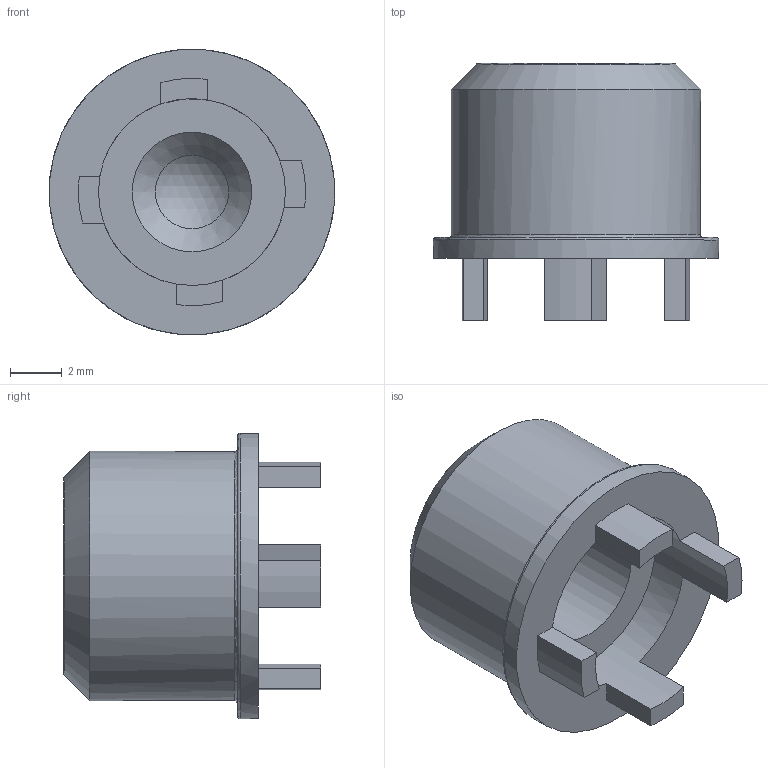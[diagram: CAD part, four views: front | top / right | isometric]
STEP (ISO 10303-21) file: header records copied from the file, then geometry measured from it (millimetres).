
FILE_DESCRIPTION((''),'2;1');
FILE_NAME('1ESxx.stp','2011-04-11T08:57:52',('FD'),(''),'Autodesk Inventor 2011','Autodesk Inventor 2011','');
FILE_SCHEMA(('AUTOMOTIVE_DESIGN { 1 0 10303 214 1 1 1 1 }'));
Length unit declared in the file: millimetre
Products named in the file (1): Part36
Bounding box: 11 x 9.91 x 11 mm (x, y, z)
Volume: 416.4 mm3; surface area: 660.8 mm2
Topology: 1 solids, 2 shells, 103 faces, 282 edges, 187 vertices
Faces by surface type: plane 51, cylinder 42, cone 6, torus 3, sphere 1
Full cylindrical faces by diameter (mm): 3 x2, 4.6 x1, 7.2 x1, 9.6 x1, 11 x1
Entity records: 3124 total; most frequent: CARTESIAN_POINT 638, DIRECTION 518, ORIENTED_EDGE 518, EDGE_CURVE 259, AXIS2_PLACEMENT_3D 203, VERTEX_POINT 179, EDGE_LOOP 124, VECTOR 112
